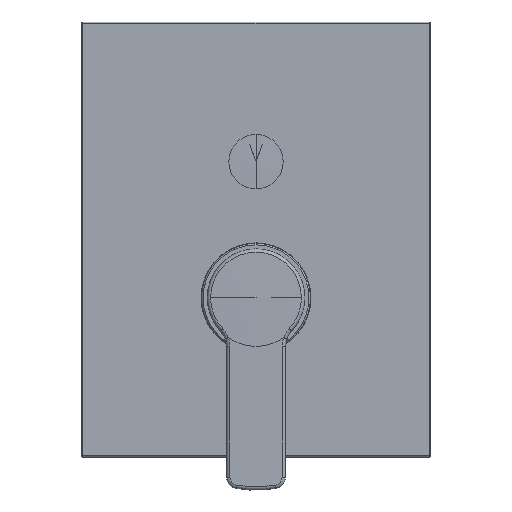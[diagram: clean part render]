
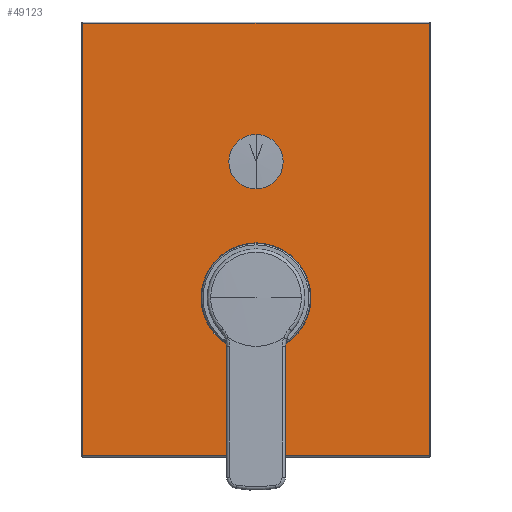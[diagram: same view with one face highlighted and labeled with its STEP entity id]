
A CAD part, top view. The second image highlights one B-rep face of the part: STEP entity #49123.
In plain terms, the highlighted planar face has unit normal (0, 0, 1).
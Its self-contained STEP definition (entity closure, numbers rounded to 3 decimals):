
#48045=DIRECTION('',(-1.,0.,0.));
#48046=VECTOR('',#48045,153.);
#48047=CARTESIAN_POINT('',(76.5,95.75,60.));
#48048=LINE('',#48047,#48046);
#48049=DIRECTION('',(0.,1.,0.));
#48050=VECTOR('',#48049,191.);
#48051=CARTESIAN_POINT('',(76.5,-95.25,60.));
#48052=LINE('',#48051,#48050);
#48053=DIRECTION('',(1.,0.,0.));
#48054=VECTOR('',#48053,153.);
#48055=CARTESIAN_POINT('',(-76.5,-95.25,60.));
#48056=LINE('',#48055,#48054);
#48057=DIRECTION('',(0.,-1.,0.));
#48058=VECTOR('',#48057,191.);
#48059=CARTESIAN_POINT('',(-76.5,95.75,60.));
#48060=LINE('',#48059,#48058);
#48061=CARTESIAN_POINT('',(0.,-25.5,60.));
#48062=DIRECTION('',(0.,0.,-1.));
#48063=DIRECTION('',(1.,0.,0.));
#48064=AXIS2_PLACEMENT_3D('',#48061,#48062,#48063);
#48066=CARTESIAN_POINT('',(0.,-25.5,60.));
#48067=DIRECTION('',(0.,0.,-1.));
#48068=DIRECTION('',(-1.,0.,0.));
#48069=AXIS2_PLACEMENT_3D('',#48066,#48067,#48068);
#48071=CARTESIAN_POINT('',(0.,34.5,60.));
#48072=DIRECTION('',(0.,0.,-1.));
#48073=DIRECTION('',(1.,0.,0.));
#48074=AXIS2_PLACEMENT_3D('',#48071,#48072,#48073);
#48076=CARTESIAN_POINT('',(0.,34.5,60.));
#48077=DIRECTION('',(0.,0.,-1.));
#48078=DIRECTION('',(-1.,0.,0.));
#48079=AXIS2_PLACEMENT_3D('',#48076,#48077,#48078);
#48820=CARTESIAN_POINT('',(24.25,-25.5,60.));
#48821=CARTESIAN_POINT('',(-24.25,-25.5,60.));
#48822=VERTEX_POINT('',#48820);
#48823=VERTEX_POINT('',#48821);
#48824=CARTESIAN_POINT('',(10.25,34.5,60.));
#48825=CARTESIAN_POINT('',(-10.25,34.5,60.));
#48826=VERTEX_POINT('',#48824);
#48827=VERTEX_POINT('',#48825);
#49016=CARTESIAN_POINT('',(76.5,95.75,60.));
#49017=CARTESIAN_POINT('',(-76.5,95.75,60.));
#49018=VERTEX_POINT('',#49016);
#49019=VERTEX_POINT('',#49017);
#49024=CARTESIAN_POINT('',(-76.5,-95.25,60.));
#49025=VERTEX_POINT('',#49024);
#49030=CARTESIAN_POINT('',(76.5,-95.25,60.));
#49031=VERTEX_POINT('',#49030);
#49097=CARTESIAN_POINT('',(0.,0.25,60.));
#49098=DIRECTION('',(0.,0.,1.));
#49099=DIRECTION('',(1.,0.,0.));
#49100=AXIS2_PLACEMENT_3D('',#49097,#49098,#49099);
#49101=PLANE('',#49100);
#49102=ORIENTED_EDGE('',*,*,#49080,.F.);
#49104=ORIENTED_EDGE('',*,*,#49103,.F.);
#49106=ORIENTED_EDGE('',*,*,#49105,.F.);
#49108=ORIENTED_EDGE('',*,*,#49107,.F.);
#49109=EDGE_LOOP('',(#49102,#49104,#49106,#49108));
#49110=FACE_OUTER_BOUND('',#49109,.F.);
#49112=ORIENTED_EDGE('',*,*,#49111,.F.);
#49114=ORIENTED_EDGE('',*,*,#49113,.F.);
#49115=EDGE_LOOP('',(#49112,#49114));
#49116=FACE_BOUND('',#49115,.F.);
#49118=ORIENTED_EDGE('',*,*,#49117,.F.);
#49120=ORIENTED_EDGE('',*,*,#49119,.F.);
#49121=EDGE_LOOP('',(#49118,#49120));
#49122=FACE_BOUND('',#49121,.F.);
#49123=ADVANCED_FACE('',(#49110,#49116,#49122),#49101,.T.);
#48065=CIRCLE('',#48064,24.25);
#48070=CIRCLE('',#48069,24.25);
#48075=CIRCLE('',#48074,10.25);
#48080=CIRCLE('',#48079,10.25);
#49080=EDGE_CURVE('',#49018,#49019,#48048,.T.);
#49103=EDGE_CURVE('',#49031,#49018,#48052,.T.);
#49105=EDGE_CURVE('',#49025,#49031,#48056,.T.);
#49107=EDGE_CURVE('',#49019,#49025,#48060,.T.);
#49111=EDGE_CURVE('',#48822,#48823,#48065,.T.);
#49113=EDGE_CURVE('',#48823,#48822,#48070,.T.);
#49117=EDGE_CURVE('',#48826,#48827,#48075,.T.);
#49119=EDGE_CURVE('',#48827,#48826,#48080,.T.);
